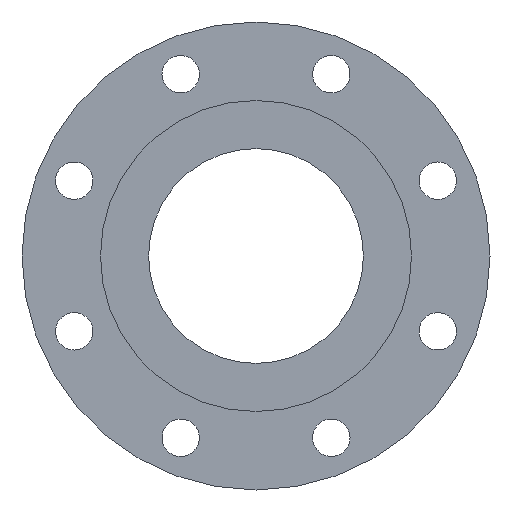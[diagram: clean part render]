
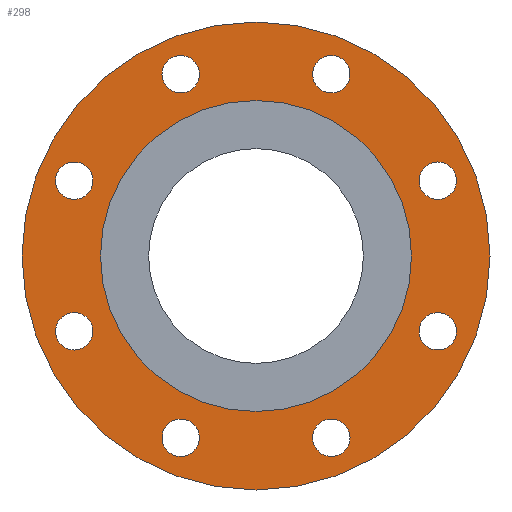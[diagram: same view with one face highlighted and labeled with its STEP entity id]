
A CAD part, front view. The second image highlights one B-rep face of the part: STEP entity #298.
In plain terms, the highlighted planar face has unit normal (0, -1, 0).
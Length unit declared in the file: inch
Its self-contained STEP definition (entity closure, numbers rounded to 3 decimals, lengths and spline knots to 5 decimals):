
#16=FACE_BOUND('',#69,.T.);
#17=FACE_BOUND('',#70,.T.);
#18=FACE_BOUND('',#71,.T.);
#19=FACE_BOUND('',#72,.T.);
#20=FACE_BOUND('',#73,.T.);
#21=FACE_BOUND('',#74,.T.);
#22=FACE_BOUND('',#75,.T.);
#23=FACE_BOUND('',#76,.T.);
#24=FACE_BOUND('',#77,.T.);
#35=PLANE('',#357);
#51=FACE_OUTER_BOUND('',#68,.T.);
#68=EDGE_LOOP('',(#247));
#69=EDGE_LOOP('',(#248));
#70=EDGE_LOOP('',(#249));
#71=EDGE_LOOP('',(#250));
#72=EDGE_LOOP('',(#251));
#73=EDGE_LOOP('',(#252));
#74=EDGE_LOOP('',(#253));
#75=EDGE_LOOP('',(#254));
#76=EDGE_LOOP('',(#255));
#77=EDGE_LOOP('',(#256));
#117=CIRCLE('',#326,0.44);
#119=CIRCLE('',#329,0.44);
#121=CIRCLE('',#332,0.44);
#123=CIRCLE('',#335,0.44);
#125=CIRCLE('',#338,0.44);
#127=CIRCLE('',#341,0.44);
#129=CIRCLE('',#344,0.44);
#131=CIRCLE('',#347,0.44);
#136=CIRCLE('',#356,3.655);
#137=CIRCLE('',#358,5.5);
#141=VERTEX_POINT('',#463);
#143=VERTEX_POINT('',#469);
#145=VERTEX_POINT('',#475);
#147=VERTEX_POINT('',#481);
#149=VERTEX_POINT('',#487);
#151=VERTEX_POINT('',#493);
#153=VERTEX_POINT('',#499);
#155=VERTEX_POINT('',#505);
#160=VERTEX_POINT('',#522);
#161=VERTEX_POINT('',#526);
#166=EDGE_CURVE('',#141,#141,#117,.T.);
#169=EDGE_CURVE('',#143,#143,#119,.T.);
#172=EDGE_CURVE('',#145,#145,#121,.T.);
#175=EDGE_CURVE('',#147,#147,#123,.T.);
#178=EDGE_CURVE('',#149,#149,#125,.T.);
#181=EDGE_CURVE('',#151,#151,#127,.T.);
#184=EDGE_CURVE('',#153,#153,#129,.T.);
#187=EDGE_CURVE('',#155,#155,#131,.T.);
#194=EDGE_CURVE('',#160,#160,#136,.T.);
#196=EDGE_CURVE('',#161,#161,#137,.T.);
#247=ORIENTED_EDGE('',*,*,#196,.F.);
#248=ORIENTED_EDGE('',*,*,#166,.T.);
#249=ORIENTED_EDGE('',*,*,#169,.T.);
#250=ORIENTED_EDGE('',*,*,#172,.T.);
#251=ORIENTED_EDGE('',*,*,#175,.T.);
#252=ORIENTED_EDGE('',*,*,#178,.T.);
#253=ORIENTED_EDGE('',*,*,#181,.T.);
#254=ORIENTED_EDGE('',*,*,#184,.T.);
#255=ORIENTED_EDGE('',*,*,#187,.T.);
#256=ORIENTED_EDGE('',*,*,#194,.T.);
#298=ADVANCED_FACE('',(#51,#16,#17,#18,#19,#20,#21,#22,#23,#24),#35,.T.);
#326=AXIS2_PLACEMENT_3D('',#465,#371,#372);
#329=AXIS2_PLACEMENT_3D('',#471,#378,#379);
#332=AXIS2_PLACEMENT_3D('',#477,#385,#386);
#335=AXIS2_PLACEMENT_3D('',#483,#392,#393);
#338=AXIS2_PLACEMENT_3D('',#489,#399,#400);
#341=AXIS2_PLACEMENT_3D('',#495,#406,#407);
#344=AXIS2_PLACEMENT_3D('',#501,#413,#414);
#347=AXIS2_PLACEMENT_3D('',#507,#420,#421);
#356=AXIS2_PLACEMENT_3D('',#523,#440,#441);
#357=AXIS2_PLACEMENT_3D('',#525,#443,#444);
#358=AXIS2_PLACEMENT_3D('',#527,#445,#446);
#371=DIRECTION('center_axis',(0.,1.,0.));
#372=DIRECTION('ref_axis',(0.707,0.,0.707));
#378=DIRECTION('center_axis',(0.,1.,0.));
#379=DIRECTION('ref_axis',(0.,0.,1.));
#385=DIRECTION('center_axis',(0.,1.,0.));
#386=DIRECTION('ref_axis',(-0.707,0.,0.707));
#392=DIRECTION('center_axis',(0.,1.,0.));
#393=DIRECTION('ref_axis',(-1.,0.,0.));
#399=DIRECTION('center_axis',(0.,1.,0.));
#400=DIRECTION('ref_axis',(-0.707,0.,-0.707));
#406=DIRECTION('center_axis',(0.,1.,0.));
#407=DIRECTION('ref_axis',(0.,0.,-1.));
#413=DIRECTION('center_axis',(0.,1.,0.));
#414=DIRECTION('ref_axis',(0.707,0.,-0.707));
#420=DIRECTION('center_axis',(0.,1.,0.));
#421=DIRECTION('ref_axis',(1.,0.,0.));
#440=DIRECTION('center_axis',(0.,1.,0.));
#441=DIRECTION('ref_axis',(1.,0.,0.));
#443=DIRECTION('center_axis',(0.,-1.,0.));
#444=DIRECTION('ref_axis',(0.,0.,-1.));
#445=DIRECTION('center_axis',(0.,1.,0.));
#446=DIRECTION('ref_axis',(1.,0.,0.));
#463=CARTESIAN_POINT('',(3.96182,0.0625,-2.08104));
#465=CARTESIAN_POINT('Origin',(4.27294,0.0625,-1.76991));
#469=CARTESIAN_POINT('',(4.27294,0.0625,1.32991));
#471=CARTESIAN_POINT('Origin',(4.27294,0.0625,1.76991));
#475=CARTESIAN_POINT('',(2.08104,0.0625,3.96182));
#477=CARTESIAN_POINT('Origin',(1.76991,0.0625,4.27294));
#481=CARTESIAN_POINT('',(-1.32991,0.0625,4.27294));
#483=CARTESIAN_POINT('Origin',(-1.76991,0.0625,4.27294));
#487=CARTESIAN_POINT('',(-3.96182,0.0625,2.08104));
#489=CARTESIAN_POINT('Origin',(-4.27294,0.0625,1.76991));
#493=CARTESIAN_POINT('',(-4.27294,0.0625,-1.32991));
#495=CARTESIAN_POINT('Origin',(-4.27294,0.0625,-1.76991));
#499=CARTESIAN_POINT('',(-2.08104,0.0625,-3.96182));
#501=CARTESIAN_POINT('Origin',(-1.76991,0.0625,-4.27294));
#505=CARTESIAN_POINT('',(1.32991,0.0625,-4.27294));
#507=CARTESIAN_POINT('Origin',(1.76991,0.0625,-4.27294));
#522=CARTESIAN_POINT('',(3.655,0.0625,0.));
#523=CARTESIAN_POINT('Origin',(0.,0.0625,0.));
#525=CARTESIAN_POINT('Origin',(-5.5,0.0625,0.));
#526=CARTESIAN_POINT('',(5.5,0.0625,0.));
#527=CARTESIAN_POINT('Origin',(0.,0.0625,0.));
